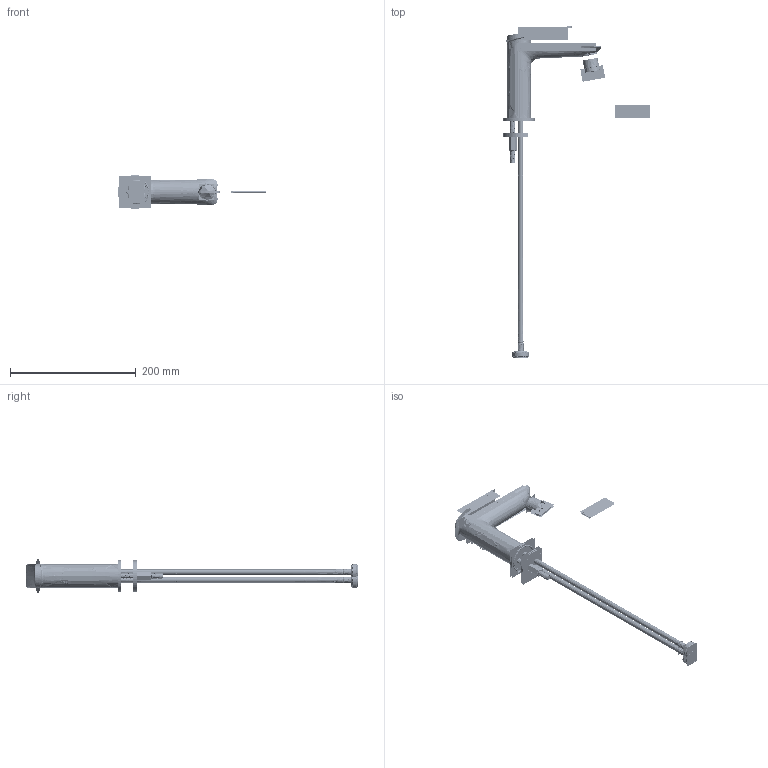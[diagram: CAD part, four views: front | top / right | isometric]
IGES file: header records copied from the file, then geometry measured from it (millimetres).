
Start section:  PTC IGES file: GRE110.igs
Global section: file name: GRE110.igs; native system: Creo Parametric by PTC Inc.; preprocessor: 2018420; author: chn; organization: Unknown; date: 20201201.163330; units: millimetre
Bounding box: 235.98 x 527.15 x 54 mm (x, y, z)
Surface area: 3245727.1 mm2 (no closed solid volume)
Topology: 0 solids, 0 shells, 11910 faces, 102996 edges, 151800 vertices
Faces by surface type: bspline 11910
